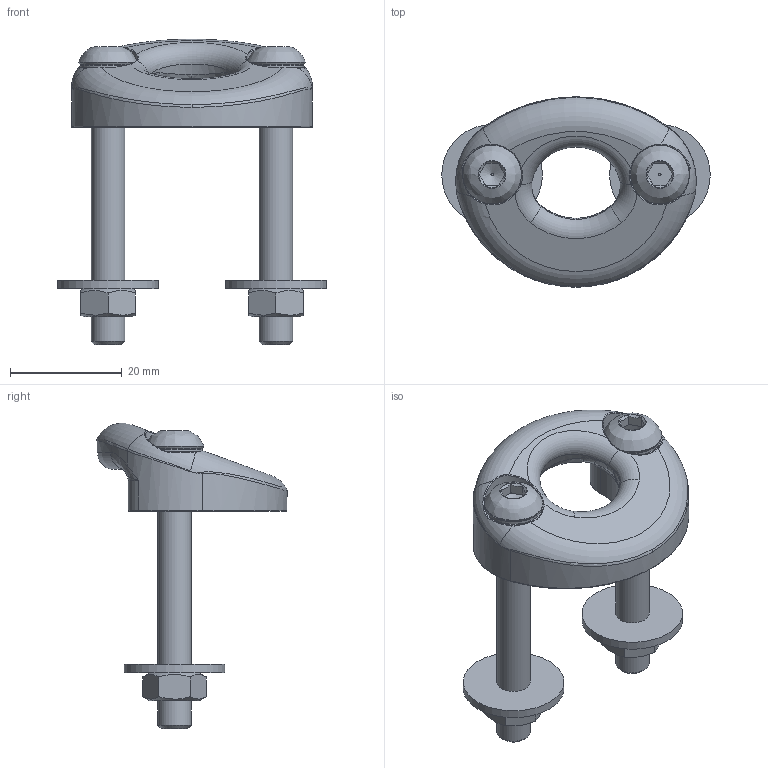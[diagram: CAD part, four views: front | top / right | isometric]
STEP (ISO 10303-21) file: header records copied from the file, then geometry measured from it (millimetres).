
FILE_DESCRIPTION(/* description */ (''),/* implementation_level */ '2;1');
FILE_NAME(/* name */ '7505.stp',/* time_stamp */ '2022-09-16T16:06:59+02:00',/* author */ ('gianni'),/* organization */ (''),/* preprocessor_version */ 'ST-DEVELOPER v19.2',/* originating_system */ 'Autodesk Inventor 2023',/* authorisation */ '');
FILE_SCHEMA (('AUTOMOTIVE_DESIGN { 1 0 10303 214 3 1 1 }'));
Length unit declared in the file: millimetre
Products named in the file (1): 18092400
Bounding box: 48 x 34 x 54.62 mm (x, y, z)
Volume: 12194.6 mm3; surface area: 6300.9 mm2
Topology: 1 solids, 3 shells, 183 faces, 425 edges, 252 vertices
Faces by surface type: plane 56, bspline 56, torus 33, cylinder 26, cone 12
Full cylindrical faces by diameter (mm): 6 x6, 10 x2, 18 x2
Entity records: 6644 total; most frequent: CARTESIAN_POINT 2792, ORIENTED_EDGE 846, DIRECTION 732, EDGE_CURVE 423, AXIS2_PLACEMENT_3D 331, VERTEX_POINT 252, EDGE_LOOP 199, CIRCLE 189
